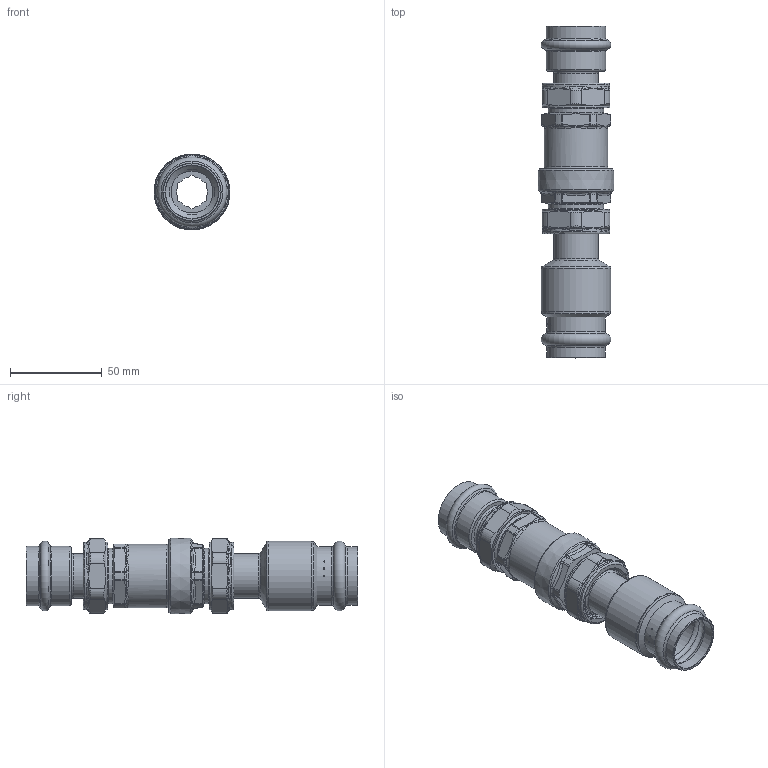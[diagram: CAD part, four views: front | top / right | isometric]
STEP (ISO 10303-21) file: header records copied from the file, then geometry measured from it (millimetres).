
FILE_DESCRIPTION(/* description */ (''),/* implementation_level */ '2;1');
FILE_NAME(/* name */ '127166AFC_Simplify_1.stp',/* time_stamp */ '2025-07-28T13:12:57-05:00',/* author */ ('ischreiner'),/* organization */ (''),/* preprocessor_version */ 'ST-DEVELOPER v20',/* originating_system */ 'Autodesk Inventor 2025',/* authorisation */ '');
FILE_SCHEMA (('AUTOMOTIVE_DESIGN { 1 0 10303 214 3 1 1 }'));
Length unit declared in the file: inch
Products named in the file (1): 127166AFC_Simplify_1
Bounding box: 41.38 x 180.74 x 41.38 mm (x, y, z)
Volume: 69750.1 mm3; surface area: 53262.9 mm2
Topology: 6 solids, 6 shells, 568 faces, 1346 edges, 790 vertices
Faces by surface type: cylinder 148, bspline 121, plane 100, torus 98, cone 93, sphere 8
Full cylindrical faces by diameter (mm): 19.05 x1, 20.091 x2, 20.599 x1, 21 x2, 22.86 x1, 24.003 x1, 24.1 x2, 24.384 x2, 25 x2, 27.686 x2, 28.3 x2, 28.5 x1, 28.6 x1, 28.905 x2, 28.956 x2, 29.464 x1, 29.591 x1, 30 x4, 30.2 x1, 30.4 x1, 30.429 x1, 30.5 x2, 30.881 x4, 31.039 x1, 31.598 x2, 32.385 x2, 33.1 x2, 33.172 x3, 34.5 x1, 37 x4
Entity records: 23933 total; most frequent: CARTESIAN_POINT 10954, ORIENTED_EDGE 2644, DIRECTION 2535, EDGE_CURVE 1322, AXIS2_PLACEMENT_3D 1105, VERTEX_POINT 790, EDGE_LOOP 604, STYLED_ITEM 574
